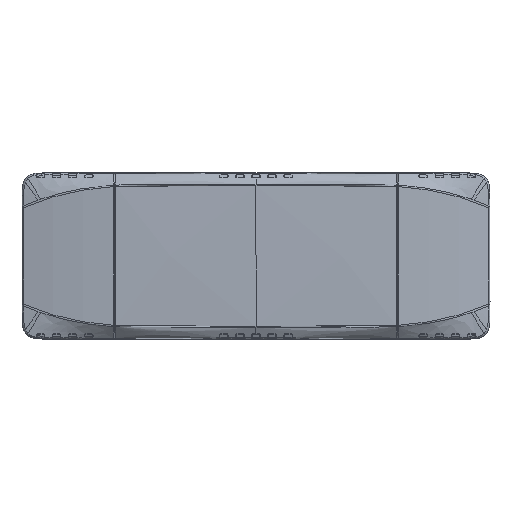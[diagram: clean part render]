
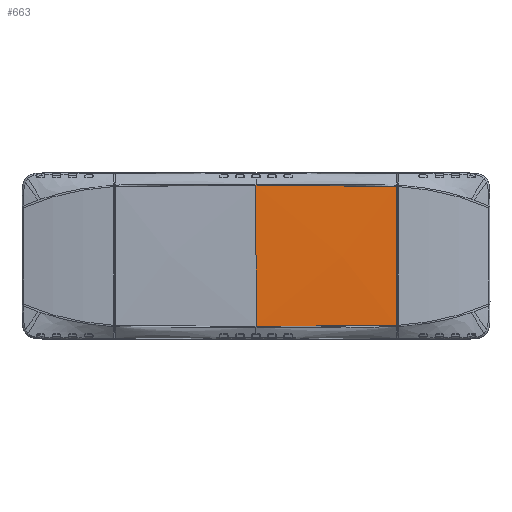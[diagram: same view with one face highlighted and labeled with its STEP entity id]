
A CAD part, top view. The second image highlights one B-rep face of the part: STEP entity #663.
In plain terms, the highlighted free-form (B-spline) face has degree [1, 3] with [2, 9] control points.
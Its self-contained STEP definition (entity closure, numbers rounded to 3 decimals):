
#663=ADVANCED_FACE('',(#1860),#18235,.T.);
#1860=FACE_OUTER_BOUND('',#3063,.T.);
#3063=EDGE_LOOP('',(#6755,#6756,#6757,#6758));
#6755=ORIENTED_EDGE('',*,*,#11431,.F.);
#6756=ORIENTED_EDGE('',*,*,#11435,.T.);
#6757=ORIENTED_EDGE('',*,*,#11433,.T.);
#6758=ORIENTED_EDGE('',*,*,#11434,.T.);
#11431=EDGE_CURVE('',#16919,#16920,#14608,.T.);
#11433=EDGE_CURVE('',#16921,#16922,#14610,.T.);
#11434=EDGE_CURVE('',#16922,#16920,#14611,.T.);
#11435=EDGE_CURVE('',#16919,#16921,#14612,.T.);
#14608=B_SPLINE_CURVE_WITH_KNOTS('',3,(#57618,#57619,#57620,#57621,#57622,
#57623,#57624,#57625,#57626,#57627,#57628,#57629,#57630,#57631,#57632,#57633,
#57634,#57635,#57636,#57637),.UNSPECIFIED.,.F.,.F.,(4,1,1,1,1,1,1,1,1,1,
1,1,1,1,1,1,1,4),(0.,2.046,4.092,6.138,8.184,
10.231,12.277,14.323,16.369,18.415,
20.461,22.507,24.553,26.599,28.645,
30.692,32.738,34.784),.UNSPECIFIED.);
#14610=B_SPLINE_CURVE_WITH_KNOTS('',3,(#57646,#57647,#57648,#57649,#57650,
#57651,#57652,#57653,#57654,#57655,#57656,#57657,#57658,#57659,#57660,#57661,
#57662,#57663,#57664,#57665,#57666),.UNSPECIFIED.,.F.,.F.,(4,1,1,1,1,1,
1,1,1,1,1,1,1,1,1,1,1,1,4),(-34.784,-32.851,-30.919,
-28.986,-27.054,-25.122,-23.189,-21.257,
-19.324,-17.392,-15.459,-13.527,-11.595,
-9.662,-7.73,-5.797,-3.865,
-1.932,0.),.UNSPECIFIED.);
#14611=B_SPLINE_CURVE_WITH_KNOTS('',1,(#57667,#57668),.UNSPECIFIED.,.F.,
 .F.,(2,2),(-34.478,0.),.UNSPECIFIED.);
#14612=B_SPLINE_CURVE_WITH_KNOTS('',1,(#57669,#57670),.UNSPECIFIED.,.F.,
 .F.,(2,2),(-34.947,0.),.UNSPECIFIED.);
#16919=VERTEX_POINT('',#54353);
#16920=VERTEX_POINT('',#54354);
#16921=VERTEX_POINT('',#54355);
#16922=VERTEX_POINT('',#54356);
#18235=B_SPLINE_SURFACE_WITH_KNOTS('',1,3,((#41963,#41964,#41965,#41966,
#41967,#41968,#41969,#41970,#41971),(#41972,#41973,#41974,#41975,#41976,
#41977,#41978,#41979,#41980)),.UNSPECIFIED.,.F.,.F.,.F.,(2,2),(4,1,1,1,
1,1,4),(0.,35.412),(0.,3.085,11.201,19.318,
27.434,35.17,35.356),.UNSPECIFIED.);
#41963=CARTESIAN_POINT('',(35.025,-17.706,25.332));
#41964=CARTESIAN_POINT('',(34.286,-17.706,25.383));
#41965=CARTESIAN_POINT('',(31.604,-17.706,25.552));
#41966=CARTESIAN_POINT('',(26.914,-17.706,25.754));
#41967=CARTESIAN_POINT('',(20.227,-17.706,25.902));
#41968=CARTESIAN_POINT('',(11.904,-17.706,25.98));
#41969=CARTESIAN_POINT('',(4.313,-17.706,25.999));
#41970=CARTESIAN_POINT('',(-0.211,-17.706,26.));
#41971=CARTESIAN_POINT('',(-0.318,-17.706,26.));
#41972=CARTESIAN_POINT('',(35.025,17.706,25.332));
#41973=CARTESIAN_POINT('',(34.286,17.706,25.383));
#41974=CARTESIAN_POINT('',(31.604,17.706,25.552));
#41975=CARTESIAN_POINT('',(26.914,17.706,25.754));
#41976=CARTESIAN_POINT('',(20.227,17.706,25.902));
#41977=CARTESIAN_POINT('',(11.904,17.706,25.98));
#41978=CARTESIAN_POINT('',(4.313,17.706,25.999));
#41979=CARTESIAN_POINT('',(-0.211,17.706,26.));
#41980=CARTESIAN_POINT('',(-0.318,17.706,26.));
#54353=CARTESIAN_POINT('',(0.,17.473,26.));
#54354=CARTESIAN_POINT('',(34.768,17.239,25.349));
#54355=CARTESIAN_POINT('',(0.,-17.473,26.));
#54356=CARTESIAN_POINT('',(34.768,-17.239,25.349));
#57618=CARTESIAN_POINT('',(0.,17.473,26.));
#57619=CARTESIAN_POINT('',(0.816,17.474,26.));
#57620=CARTESIAN_POINT('',(2.402,17.475,25.999));
#57621=CARTESIAN_POINT('',(4.562,17.477,25.996));
#57622=CARTESIAN_POINT('',(6.794,17.479,25.991));
#57623=CARTESIAN_POINT('',(9.167,17.48,25.983));
#57624=CARTESIAN_POINT('',(11.464,17.479,25.972));
#57625=CARTESIAN_POINT('',(13.788,17.476,25.957));
#57626=CARTESIAN_POINT('',(16.291,17.471,25.937));
#57627=CARTESIAN_POINT('',(18.826,17.464,25.908));
#57628=CARTESIAN_POINT('',(21.131,17.458,25.873));
#57629=CARTESIAN_POINT('',(23.21,17.45,25.833));
#57630=CARTESIAN_POINT('',(25.099,17.441,25.787));
#57631=CARTESIAN_POINT('',(26.766,17.434,25.738));
#57632=CARTESIAN_POINT('',(28.272,17.427,25.686));
#57633=CARTESIAN_POINT('',(29.739,17.415,25.627));
#57634=CARTESIAN_POINT('',(31.296,17.39,25.555));
#57635=CARTESIAN_POINT('',(33.091,17.332,25.458));
#57636=CARTESIAN_POINT('',(34.207,17.273,25.387));
#57637=CARTESIAN_POINT('',(34.768,17.239,25.349));
#57646=CARTESIAN_POINT('',(0.,-17.473,26.));
#57647=CARTESIAN_POINT('',(0.691,-17.474,26.));
#57648=CARTESIAN_POINT('',(2.084,-17.475,25.999));
#57649=CARTESIAN_POINT('',(4.125,-17.477,25.997));
#57650=CARTESIAN_POINT('',(6.312,-17.479,25.992));
#57651=CARTESIAN_POINT('',(8.472,-17.48,25.985));
#57652=CARTESIAN_POINT('',(10.642,-17.48,25.976));
#57653=CARTESIAN_POINT('',(12.96,-17.478,25.963));
#57654=CARTESIAN_POINT('',(15.413,-17.473,25.945));
#57655=CARTESIAN_POINT('',(17.783,-17.467,25.92));
#57656=CARTESIAN_POINT('',(19.938,-17.461,25.892));
#57657=CARTESIAN_POINT('',(21.88,-17.455,25.859));
#57658=CARTESIAN_POINT('',(23.634,-17.448,25.823));
#57659=CARTESIAN_POINT('',(25.214,-17.441,25.784));
#57660=CARTESIAN_POINT('',(26.663,-17.434,25.741));
#57661=CARTESIAN_POINT('',(28.073,-17.428,25.693));
#57662=CARTESIAN_POINT('',(29.562,-17.417,25.635));
#57663=CARTESIAN_POINT('',(31.22,-17.392,25.559));
#57664=CARTESIAN_POINT('',(33.067,-17.333,25.459));
#57665=CARTESIAN_POINT('',(34.203,-17.273,25.388));
#57666=CARTESIAN_POINT('',(34.768,-17.239,25.349));
#57667=CARTESIAN_POINT('',(34.768,-17.239,25.349));
#57668=CARTESIAN_POINT('',(34.768,17.239,25.349));
#57669=CARTESIAN_POINT('',(0.,17.473,26.));
#57670=CARTESIAN_POINT('',(0.,-17.473,26.));
